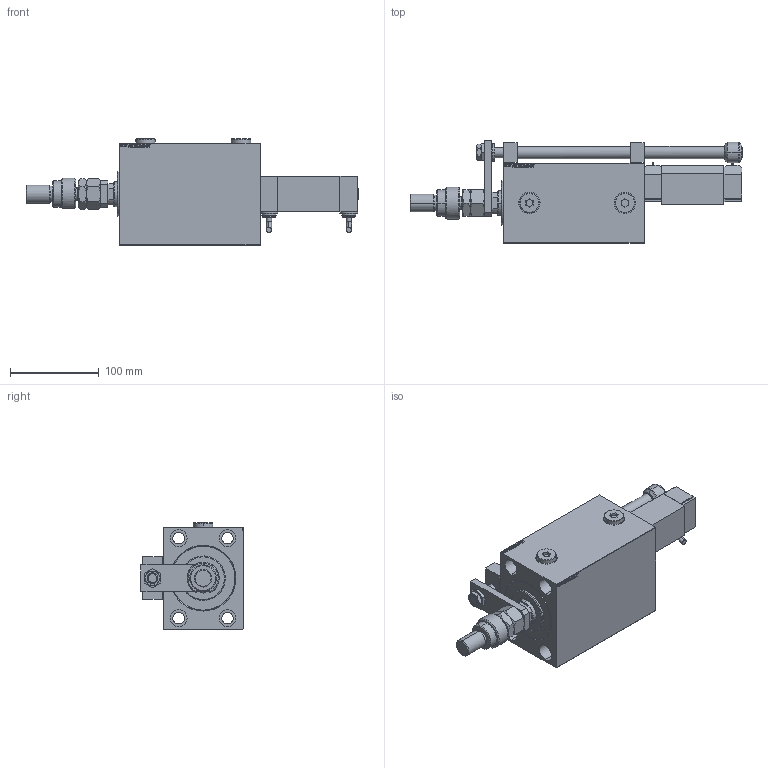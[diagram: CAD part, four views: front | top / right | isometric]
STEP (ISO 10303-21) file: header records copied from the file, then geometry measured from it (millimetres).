
FILE_DESCRIPTION (( 'STEP AP203' ), '1' );
FILE_NAME ('6ff1.STEP', '2024-02-11T21:00:15', ( '' ), ( '' ), 'SwSTEP 2.0', 'SolidWorks 2019', '' );
FILE_SCHEMA (( 'CONFIG_CONTROL_DESIGN' ));
Length unit declared in the file: millimetre
Products named in the file (17): P_V_Z_DFA 4a9ac527395905e7928cdefe0d5f5a3b; NUT_D19_P 4a9ac527395905e7928cdefe0d5f5a3b; SWITCH DIM W_B 4a9ac527395905e7928cdefe0d5f5a3b; KROUZEK_PRO_TYC 4a9ac527395905e7928cdefe0d5f5a3b; NUT_D16 4a9ac527395905e7928cdefe0d5f5a3b; MIDDLE 4a9ac527395905e7928cdefe0d5f5a3b; SWITCH P 4a9ac527395905e7928cdefe0d5f5a3b; MFA 4a9ac527395905e7928cdefe0d5f5a3b; TYC_P 4a9ac527395905e7928cdefe0d5f5a3b; V450CM_C_Body 4a9ac527395905e7928cdefe0d5f5a3b; V450CM_C_VCP 4a9ac527395905e7928cdefe0d5f5a3b; 6ff1; V450CM_VC_B 4a9ac527395905e7928cdefe0d5f5a3b; Zatka_OIL_PORT 4a9ac527395905e7928cdefe0d5f5a3b; ZARAZKA_P 4a9ac527395905e7928cdefe0d5f5a3b; FEMALE_PART_FOR_DFA 4a9ac527395905e7928cdefe0d5f5a3b; SWITCH_P_FRONT_BACK 4a9ac527395905e7928cdefe0d5f5a3b
Assembly tree (19 placements, depth 3):
  6ff1
    V450CM_C_Body 4a9ac527395905e7928cdefe0d5f5a3b
    V450CM_C_VCP 4a9ac527395905e7928cdefe0d5f5a3b
    V450CM_VC_B 4a9ac527395905e7928cdefe0d5f5a3b
    SWITCH DIM W_B 4a9ac527395905e7928cdefe0d5f5a3b
    SWITCH P 4a9ac527395905e7928cdefe0d5f5a3b  x2
    SWITCH_P_FRONT_BACK 4a9ac527395905e7928cdefe0d5f5a3b  x2
    TYC_P 4a9ac527395905e7928cdefe0d5f5a3b
    ZARAZKA_P 4a9ac527395905e7928cdefe0d5f5a3b
    KROUZEK_PRO_TYC 4a9ac527395905e7928cdefe0d5f5a3b
    MIDDLE 4a9ac527395905e7928cdefe0d5f5a3b
    NUT_D16 4a9ac527395905e7928cdefe0d5f5a3b
    NUT_D19_P 4a9ac527395905e7928cdefe0d5f5a3b
    P_V_Z_DFA 4a9ac527395905e7928cdefe0d5f5a3b
      FEMALE_PART_FOR_DFA 4a9ac527395905e7928cdefe0d5f5a3b
      MFA 4a9ac527395905e7928cdefe0d5f5a3b
    Zatka_OIL_PORT 4a9ac527395905e7928cdefe0d5f5a3b  x2
Bounding box: 373.8 x 115 x 119.9 mm (x, y, z)
Volume: 1654162.2 mm3; surface area: 259837.9 mm2
Topology: 18 solids, 18 shells, 1229 faces, 3022 edges, 1964 vertices
Faces by surface type: plane 583, bspline 380, cylinder 149, cone 81, torus 36
Entity records: 53840 total; most frequent: CARTESIAN_POINT 27155, ORIENTED_EDGE 5664, DIRECTION 3937, EDGE_CURVE 2832, VERTEX_POINT 1844, LINE 1589, VECTOR 1589, EDGE_LOOP 1310
